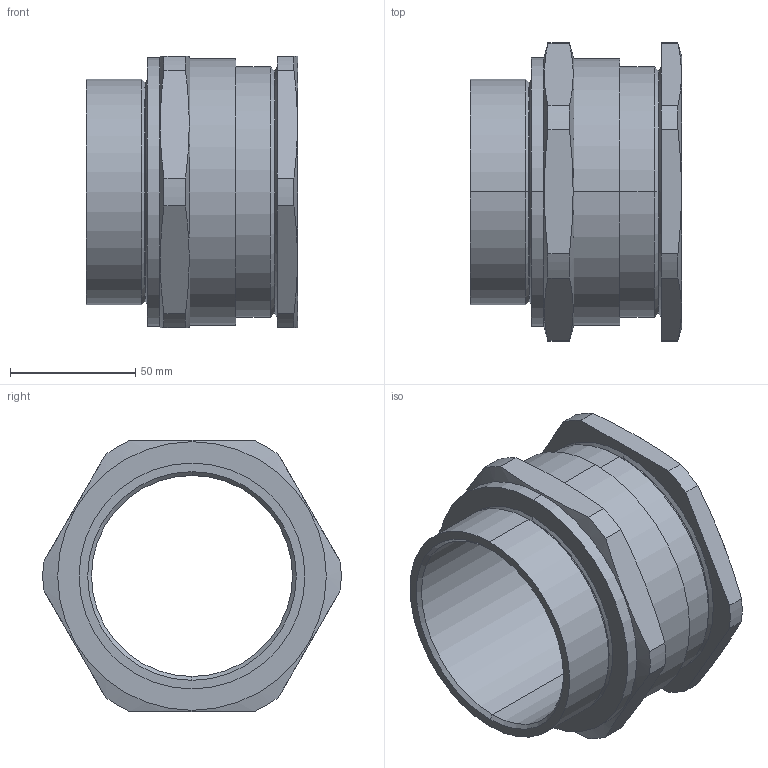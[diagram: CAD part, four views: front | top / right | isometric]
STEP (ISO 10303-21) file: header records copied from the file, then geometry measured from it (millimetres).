
FILE_DESCRIPTION (( 'STEP AP203' ), '1' );
FILE_NAME ('90A2F1RA.STEP', '2021-03-11T14:29:36', ( '' ), ( '' ), 'SwSTEP 2.0', 'SolidWorks 2017', '' );
FILE_SCHEMA (( 'CONFIG_CONTROL_DESIGN' ));
Length unit declared in the file: millimetre
Products named in the file (1): 90A2F1RA
Bounding box: 84.15 x 118.74 x 108 mm (x, y, z)
Volume: 262322.2 mm3; surface area: 70052.9 mm2
Topology: 2 solids, 2 shells, 70 faces, 164 edges, 100 vertices
Faces by surface type: cylinder 28, cone 22, plane 18, torus 2
Entity records: 2189 total; most frequent: CARTESIAN_POINT 499, DIRECTION 352, ORIENTED_EDGE 328, EDGE_CURVE 164, AXIS2_PLACEMENT_3D 145, VERTEX_POINT 100, EDGE_LOOP 76, CIRCLE 74
